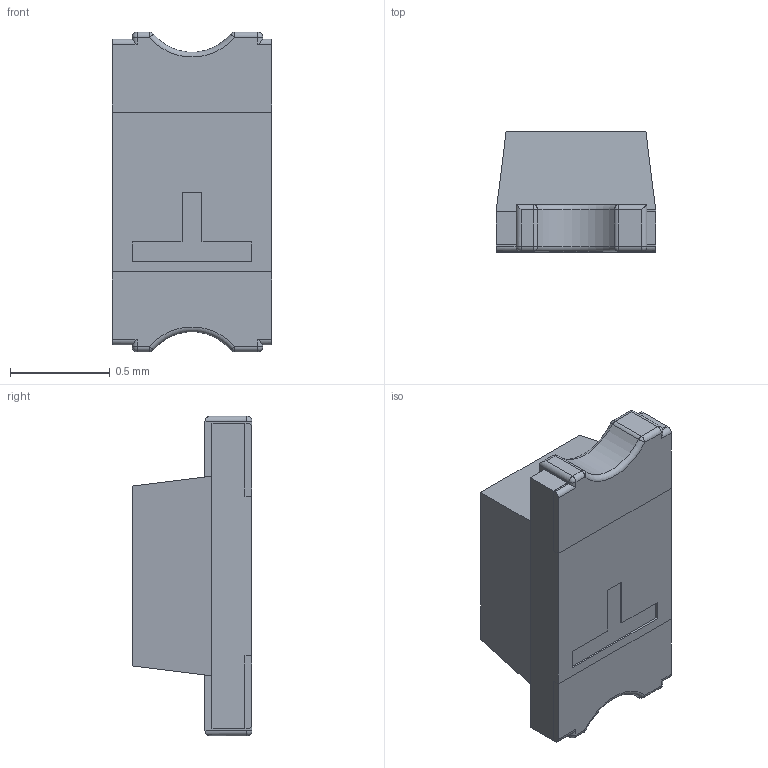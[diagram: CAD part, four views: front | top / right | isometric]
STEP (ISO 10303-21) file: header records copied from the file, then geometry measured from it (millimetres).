
FILE_DESCRIPTION(/* description */ (''),/* implementation_level */ '2;1');
FILE_NAME(/* name */ 'KT-0603R.stp',/* time_stamp */ '2020-04-01T14:28:36+02:00',/* author */ ('sawaiz'),/* organization */ (''),/* preprocessor_version */ 'ST-DEVELOPER v18',/* originating_system */ 'Autodesk Inventor 2020',/* authorisation */ '');
FILE_SCHEMA (('AUTOMOTIVE_DESIGN { 1 0 10303 214 3 1 1 }'));
Length unit declared in the file: millimetre
Products named in the file (1): KT-0603R
Bounding box: 0.8 x 0.6 x 1.6 mm (x, y, z)
Volume: 0.5 mm3; surface area: 10.1 mm2
Topology: 8 solids, 8 shells, 217 faces, 546 edges, 345 vertices
Faces by surface type: plane 110, cylinder 67, bspline 18, sphere 12, torus 10
Full cylindrical faces by diameter (mm): 0.06 x2, 0.1 x2
Entity records: 7225 total; most frequent: CARTESIAN_POINT 1811, DIRECTION 1140, ORIENTED_EDGE 1088, EDGE_CURVE 544, AXIS2_PLACEMENT_3D 402, VERTEX_POINT 345, LINE 336, VECTOR 336
